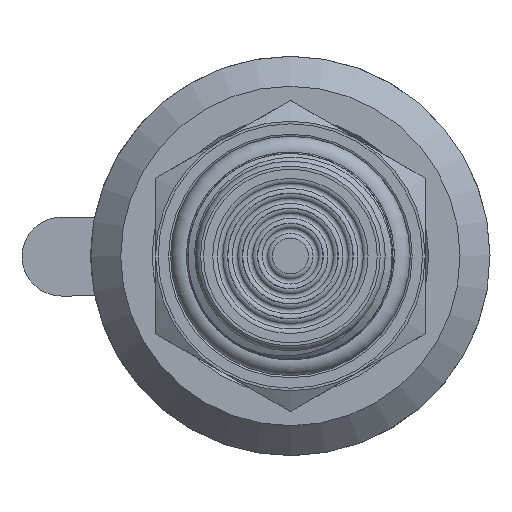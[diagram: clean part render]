
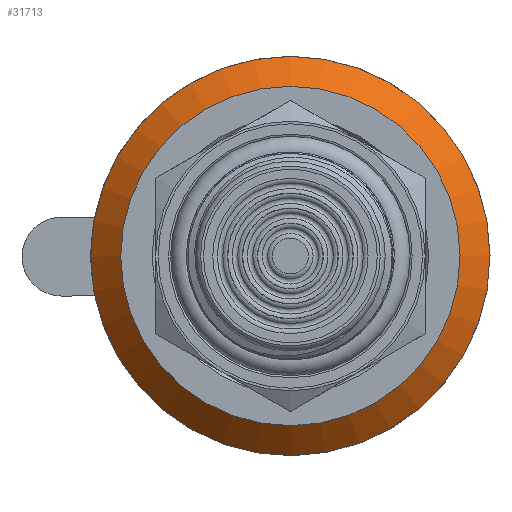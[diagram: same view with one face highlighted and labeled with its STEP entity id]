
A CAD part, left-side view. The second image highlights one B-rep face of the part: STEP entity #31713.
In plain terms, the highlighted conical face has half-angle 45 degrees and reference radius 18.5 mm.
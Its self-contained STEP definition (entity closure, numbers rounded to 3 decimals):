
#601=CONICAL_SURFACE('',#33731,18.5,0.785);
#2110=FACE_OUTER_BOUND('',#3929,.T.);
#3929=EDGE_LOOP('',(#22776,#22777,#22778,#22779));
#5754=CIRCLE('',#33730,20.);
#5755=CIRCLE('',#33732,17.);
#7729=LINE('',#50059,#10752);
#10752=VECTOR('',#36799,18.5);
#13843=VERTEX_POINT('',#50054);
#13844=VERTEX_POINT('',#50058);
#17276=EDGE_CURVE('',#13843,#13843,#5754,.T.);
#17277=EDGE_CURVE('',#13843,#13844,#7729,.T.);
#17278=EDGE_CURVE('',#13844,#13844,#5755,.T.);
#22776=ORIENTED_EDGE('',*,*,#17276,.F.);
#22777=ORIENTED_EDGE('',*,*,#17277,.T.);
#22778=ORIENTED_EDGE('',*,*,#17278,.T.);
#22779=ORIENTED_EDGE('',*,*,#17277,.F.);
#31713=ADVANCED_FACE('',(#2110),#601,.T.);
#33730=AXIS2_PLACEMENT_3D('',#50056,#36795,#36796);
#33731=AXIS2_PLACEMENT_3D('',#50057,#36797,#36798);
#33732=AXIS2_PLACEMENT_3D('',#50060,#36800,#36801);
#36795=DIRECTION('center_axis',(-1.,0.,0.));
#36796=DIRECTION('ref_axis',(0.,0.,
-1.));
#36797=DIRECTION('center_axis',(-1.,0.,0.));
#36798=DIRECTION('ref_axis',(0.,-1.,0.));
#36799=DIRECTION('',(0.707,-0.707,0.));
#36800=DIRECTION('center_axis',(-1.,0.,0.));
#36801=DIRECTION('ref_axis',(0.,0.,
-1.));
#50054=CARTESIAN_POINT('',(21.,20.,0.));
#50056=CARTESIAN_POINT('Origin',(21.,0.,0.));
#50057=CARTESIAN_POINT('Origin',(22.5,0.,0.));
#50058=CARTESIAN_POINT('',(24.,17.,0.));
#50059=CARTESIAN_POINT('',(22.5,18.5,0.));
#50060=CARTESIAN_POINT('Origin',(24.,0.,0.));
